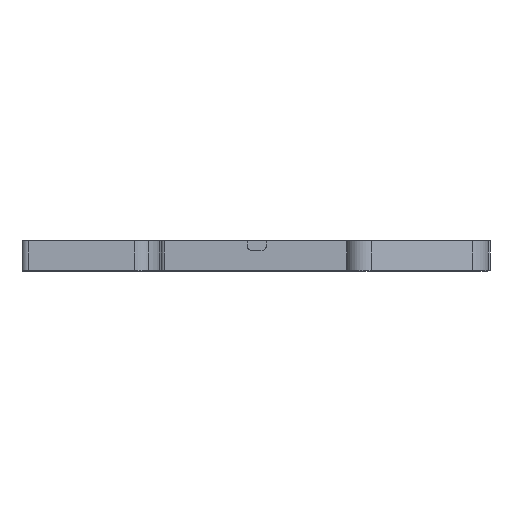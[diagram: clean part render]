
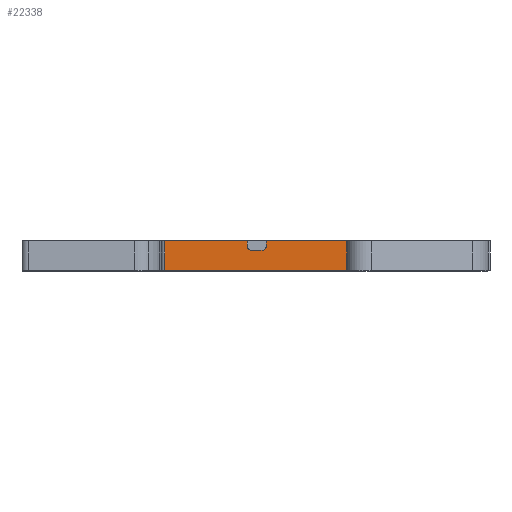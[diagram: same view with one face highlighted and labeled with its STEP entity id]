
A CAD part, front view. The second image highlights one B-rep face of the part: STEP entity #22338.
In plain terms, the highlighted planar face has unit normal (0, -1, 0).
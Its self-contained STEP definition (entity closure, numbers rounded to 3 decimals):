
#244 = CARTESIAN_POINT ( 'NONE',  ( -15.877, 0., 6.04 ) ) ;
#404 = VERTEX_POINT ( 'NONE', #24232 ) ;
#436 = EDGE_CURVE ( 'NONE', #15223, #8565, #18266, .T. ) ;
#806 = VERTEX_POINT ( 'NONE', #1516 ) ;
#1018 = CARTESIAN_POINT ( 'NONE',  ( -18.379, 0., 4.15 ) ) ;
#1058 = VECTOR ( 'NONE', #22944, 1000. ) ;
#1090 = CARTESIAN_POINT ( 'NONE',  ( -15.927, 0., 4.132 ) ) ;
#1190 = DIRECTION ( 'NONE',  ( 0.026, 0., -1. ) ) ;
#1271 = DIRECTION ( 'NONE',  ( 0., -1., 0. ) ) ;
#1516 = CARTESIAN_POINT ( 'NONE',  ( -19.103, 0., 5.05 ) ) ;
#1580 = CARTESIAN_POINT ( 'NONE',  ( -16.626, 0., 3.45 ) ) ;
#1783 = VECTOR ( 'NONE', #14397, 1000. ) ;
#1847 = EDGE_CURVE ( 'NONE', #20564, #20166, #22709, .T. ) ;
#2552 = ORIENTED_EDGE ( 'NONE', *, *, #19123, .F. ) ;
#3296 = DIRECTION ( 'NONE',  ( 1., 0., 0. ) ) ;
#3374 = DIRECTION ( 'NONE',  ( -1., 0., 0. ) ) ;
#3573 = VECTOR ( 'NONE', #13019, 1000. ) ;
#3710 = DIRECTION ( 'NONE',  ( 0., 0., -1. ) ) ;
#4807 = ORIENTED_EDGE ( 'NONE', *, *, #11757, .F. ) ;
#5807 = CIRCLE ( 'NONE', #8982, 0.7 ) ;
#6381 = VECTOR ( 'NONE', #6805, 1000. ) ;
#6721 = CARTESIAN_POINT ( 'NONE',  ( -32.778, 0., 5.05 ) ) ;
#6805 = DIRECTION ( 'NONE',  ( 0., 0., -1. ) ) ;
#7151 = DIRECTION ( 'NONE',  ( 0., 0., -1. ) ) ;
#7171 = CARTESIAN_POINT ( 'NONE',  ( -2.074, 0., 5.05 ) ) ;
#7283 = LINE ( 'NONE', #24601, #3573 ) ;
#7711 = ORIENTED_EDGE ( 'NONE', *, *, #436, .F. ) ;
#7751 = LINE ( 'NONE', #244, #1058 ) ;
#7791 = DIRECTION ( 'NONE',  ( 1., 0., 0. ) ) ;
#8565 = VERTEX_POINT ( 'NONE', #24000 ) ;
#8982 = AXIS2_PLACEMENT_3D ( 'NONE', #1018, #1271, #7151 ) ;
#9055 = CARTESIAN_POINT ( 'NONE',  ( -2.074, 0., 5.05 ) ) ;
#9260 = DIRECTION ( 'NONE',  ( 0., 0., -1. ) ) ;
#9406 = ORIENTED_EDGE ( 'NONE', *, *, #19349, .F. ) ;
#9529 = VECTOR ( 'NONE', #3374, 1000. ) ;
#10449 = FACE_OUTER_BOUND ( 'NONE', #23128, .T. ) ;
#10618 = VECTOR ( 'NONE', #1190, 1000. ) ;
#11010 = EDGE_CURVE ( 'NONE', #8565, #20166, #22325, .T. ) ;
#11135 = CARTESIAN_POINT ( 'NONE',  ( -32.778, 0., 5.05 ) ) ;
#11213 = CARTESIAN_POINT ( 'NONE',  ( -16.626, 0., 4.15 ) ) ;
#11343 = ORIENTED_EDGE ( 'NONE', *, *, #1847, .T. ) ;
#11346 = VERTEX_POINT ( 'NONE', #24373 ) ;
#11415 = VERTEX_POINT ( 'NONE', #1580 ) ;
#11757 = EDGE_CURVE ( 'NONE', #20564, #806, #7283, .T. ) ;
#12028 = LINE ( 'NONE', #21870, #1783 ) ;
#12395 = EDGE_CURVE ( 'NONE', #13437, #404, #7751, .T. ) ;
#13019 = DIRECTION ( 'NONE',  ( 1., 0., 0. ) ) ;
#13205 = CARTESIAN_POINT ( 'NONE',  ( -32.778, 0., 0.15 ) ) ;
#13437 = VERTEX_POINT ( 'NONE', #1090 ) ;
#14397 = DIRECTION ( 'NONE',  ( 1., 0., 0. ) ) ;
#15223 = VERTEX_POINT ( 'NONE', #9055 ) ;
#15365 = EDGE_CURVE ( 'NONE', #11346, #11415, #12028, .T. ) ;
#15501 = AXIS2_PLACEMENT_3D ( 'NONE', #6721, #20376, #3296 ) ;
#15687 = ORIENTED_EDGE ( 'NONE', *, *, #17983, .F. ) ;
#16307 = LINE ( 'NONE', #16419, #10618 ) ;
#16419 = CARTESIAN_POINT ( 'NONE',  ( -19.079, 0., 4.132 ) ) ;
#16560 = DIRECTION ( 'NONE',  ( 0., -1., 0. ) ) ;
#16833 = ORIENTED_EDGE ( 'NONE', *, *, #15365, .F. ) ;
#17309 = CARTESIAN_POINT ( 'NONE',  ( -19.079, 0., 4.132 ) ) ;
#17983 = EDGE_CURVE ( 'NONE', #404, #15223, #20991, .T. ) ;
#18045 = CARTESIAN_POINT ( 'NONE',  ( -32.778, 0., 5.05 ) ) ;
#18061 = PLANE ( 'NONE',  #15501 ) ;
#18266 = LINE ( 'NONE', #7171, #6381 ) ;
#19123 = EDGE_CURVE ( 'NONE', #11415, #13437, #19311, .T. ) ;
#19295 = AXIS2_PLACEMENT_3D ( 'NONE', #11213, #16560, #3710 ) ;
#19311 = CIRCLE ( 'NONE', #19295, 0.7 ) ;
#19349 = EDGE_CURVE ( 'NONE', #20383, #11346, #5807, .T. ) ;
#19581 = VECTOR ( 'NONE', #9260, 1000. ) ;
#19679 = ORIENTED_EDGE ( 'NONE', *, *, #20446, .F. ) ;
#20166 = VERTEX_POINT ( 'NONE', #13205 ) ;
#20371 = ORIENTED_EDGE ( 'NONE', *, *, #11010, .F. ) ;
#20376 = DIRECTION ( 'NONE',  ( 0., 1., 0. ) ) ;
#20383 = VERTEX_POINT ( 'NONE', #17309 ) ;
#20446 = EDGE_CURVE ( 'NONE', #806, #20383, #16307, .T. ) ;
#20564 = VERTEX_POINT ( 'NONE', #18045 ) ;
#20991 = LINE ( 'NONE', #24616, #22060 ) ;
#21104 = ORIENTED_EDGE ( 'NONE', *, *, #12395, .F. ) ;
#21870 = CARTESIAN_POINT ( 'NONE',  ( -16.626, 0., 3.45 ) ) ;
#22060 = VECTOR ( 'NONE', #7791, 1000. ) ;
#22325 = LINE ( 'NONE', #23945, #9529 ) ;
#22338 = ADVANCED_FACE ( 'NONE', ( #10449 ), #18061, .F. ) ;
#22709 = LINE ( 'NONE', #11135, #19581 ) ;
#22944 = DIRECTION ( 'NONE',  ( 0.026, 0., 1. ) ) ;
#23128 = EDGE_LOOP ( 'NONE', ( #15687, #21104, #2552, #16833, #9406, #19679, #4807, #11343, #20371, #7711 ) ) ;
#23945 = CARTESIAN_POINT ( 'NONE',  ( -32.778, 0., 0.15 ) ) ;
#24000 = CARTESIAN_POINT ( 'NONE',  ( -2.074, 0., 0.15 ) ) ;
#24232 = CARTESIAN_POINT ( 'NONE',  ( -15.903, 0., 5.05 ) ) ;
#24373 = CARTESIAN_POINT ( 'NONE',  ( -18.379, 0., 3.45 ) ) ;
#24601 = CARTESIAN_POINT ( 'NONE',  ( -32.778, 0., 5.05 ) ) ;
#24616 = CARTESIAN_POINT ( 'NONE',  ( -32.778, 0., 5.05 ) ) ;
